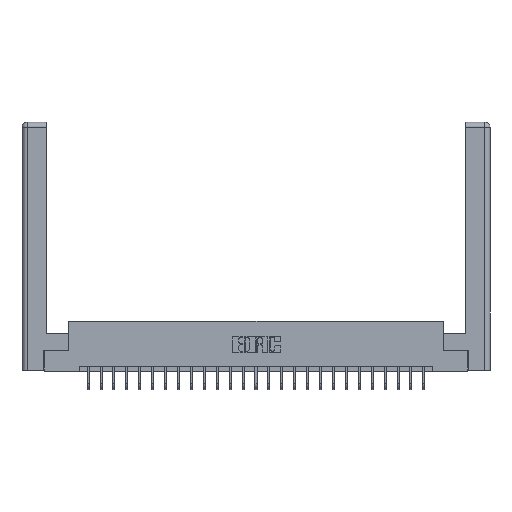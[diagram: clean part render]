
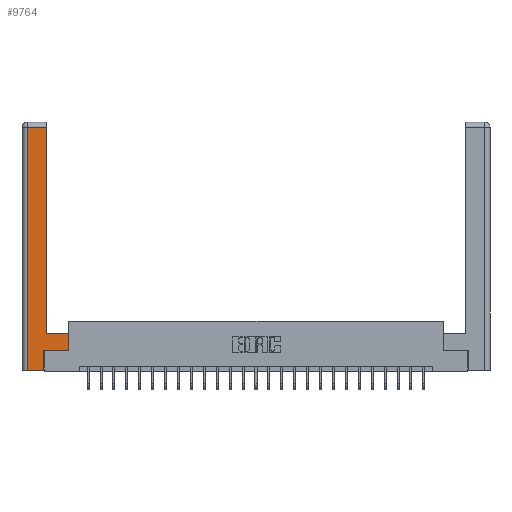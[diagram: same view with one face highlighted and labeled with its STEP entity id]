
A CAD part, top view. The second image highlights one B-rep face of the part: STEP entity #9764.
In plain terms, the highlighted planar face has unit normal (0, 0, 1).
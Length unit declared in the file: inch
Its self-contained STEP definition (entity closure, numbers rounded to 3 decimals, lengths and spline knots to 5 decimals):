
#311 = VERTEX_POINT ( 'NONE', #16267 ) ;
#844 = DIRECTION ( 'NONE',  ( -1., 0., 0. ) ) ;
#1883 = CARTESIAN_POINT ( 'NONE',  ( 0.0615, 0., 0. ) ) ;
#2027 = DIRECTION ( 'NONE',  ( -1., 0., 0. ) ) ;
#2147 = EDGE_CURVE ( 'NONE', #4421, #14718, #5399, .T. ) ;
#2153 = EDGE_CURVE ( 'NONE', #14718, #6084, #11289, .T. ) ;
#2522 = VECTOR ( 'NONE', #19150, 39.37008 ) ;
#4421 = VERTEX_POINT ( 'NONE', #1883 ) ;
#4632 = VECTOR ( 'NONE', #8074, 39.37008 ) ;
#5399 = LINE ( 'NONE', #7928, #25803 ) ;
#5742 = VECTOR ( 'NONE', #12037, 39.37008 ) ;
#5935 = DIRECTION ( 'NONE',  ( 0., 0., -1. ) ) ;
#6084 = VERTEX_POINT ( 'NONE', #12241 ) ;
#6170 = LINE ( 'NONE', #19249, #2522 ) ;
#7027 = VECTOR ( 'NONE', #19841, 39.37008 ) ;
#7256 = CARTESIAN_POINT ( 'NONE',  ( 0.295, 2.94, 0. ) ) ;
#7360 = ORIENTED_EDGE ( 'NONE', *, *, #17565, .T. ) ;
#7751 = CARTESIAN_POINT ( 'NONE',  ( 0.265, 0.245, 0. ) ) ;
#7928 = CARTESIAN_POINT ( 'NONE',  ( 0.265, 0., 0. ) ) ;
#8074 = DIRECTION ( 'NONE',  ( 0., 1., 0. ) ) ;
#8226 = PLANE ( 'NONE',  #26490 ) ;
#8292 = ORIENTED_EDGE ( 'NONE', *, *, #2147, .T. ) ;
#8437 = ORIENTED_EDGE ( 'NONE', *, *, #19365, .T. ) ;
#8559 = VERTEX_POINT ( 'NONE', #9718 ) ;
#8697 = CARTESIAN_POINT ( 'NONE',  ( 0.0615, 0., 0. ) ) ;
#8733 = CARTESIAN_POINT ( 'NONE',  ( 0.265, 0., 0. ) ) ;
#8797 = CARTESIAN_POINT ( 'NONE',  ( 0.295, 0.45, 0. ) ) ;
#9235 = ORIENTED_EDGE ( 'NONE', *, *, #2153, .T. ) ;
#9693 = LINE ( 'NONE', #16628, #10634 ) ;
#9718 = CARTESIAN_POINT ( 'NONE',  ( 0.0615, 2.94, 0. ) ) ;
#9764 = ADVANCED_FACE ( 'NONE', ( #26477 ), #8226, .F. ) ;
#10634 = VECTOR ( 'NONE', #18642, 39.37008 ) ;
#11289 = LINE ( 'NONE', #7751, #5742 ) ;
#12037 = DIRECTION ( 'NONE',  ( 0., 1., 0. ) ) ;
#12241 = CARTESIAN_POINT ( 'NONE',  ( 0.265, 0.245, 0. ) ) ;
#12973 = CARTESIAN_POINT ( 'NONE',  ( 0.565, 0.45, 0. ) ) ;
#13363 = EDGE_CURVE ( 'NONE', #25180, #13637, #13699, .T. ) ;
#13456 = CARTESIAN_POINT ( 'NONE',  ( 0.295, 0.45, 0. ) ) ;
#13568 = LINE ( 'NONE', #16103, #21127 ) ;
#13637 = VERTEX_POINT ( 'NONE', #8797 ) ;
#13699 = LINE ( 'NONE', #13456, #25584 ) ;
#14361 = CARTESIAN_POINT ( 'NONE',  ( 0., 0., 0. ) ) ;
#14697 = EDGE_CURVE ( 'NONE', #6084, #311, #6170, .T. ) ;
#14718 = VERTEX_POINT ( 'NONE', #8733 ) ;
#15767 = LINE ( 'NONE', #16750, #4632 ) ;
#16103 = CARTESIAN_POINT ( 'NONE',  ( 0.295, 3., 0. ) ) ;
#16267 = CARTESIAN_POINT ( 'NONE',  ( 0.565, 0.245, 0. ) ) ;
#16628 = CARTESIAN_POINT ( 'NONE',  ( 0.0615, 2.94, 0. ) ) ;
#16750 = CARTESIAN_POINT ( 'NONE',  ( 0.565, 0.45, 0. ) ) ;
#17392 = ORIENTED_EDGE ( 'NONE', *, *, #14697, .T. ) ;
#17565 = EDGE_CURVE ( 'NONE', #8559, #4421, #23791, .T. ) ;
#18642 = DIRECTION ( 'NONE',  ( -1., 0., 0. ) ) ;
#19150 = DIRECTION ( 'NONE',  ( 1., 0., 0. ) ) ;
#19249 = CARTESIAN_POINT ( 'NONE',  ( 0.565, 0.245, 0. ) ) ;
#19365 = EDGE_CURVE ( 'NONE', #311, #25180, #15767, .T. ) ;
#19411 = ORIENTED_EDGE ( 'NONE', *, *, #13363, .T. ) ;
#19841 = DIRECTION ( 'NONE',  ( 0., -1., 0. ) ) ;
#20462 = DIRECTION ( 'NONE',  ( 1., 0., 0. ) ) ;
#21127 = VECTOR ( 'NONE', #24313, 39.37008 ) ;
#23506 = VERTEX_POINT ( 'NONE', #7256 ) ;
#23791 = LINE ( 'NONE', #8697, #7027 ) ;
#23838 = EDGE_CURVE ( 'NONE', #13637, #23506, #13568, .T. ) ;
#24313 = DIRECTION ( 'NONE',  ( 0., 1., 0. ) ) ;
#25180 = VERTEX_POINT ( 'NONE', #12973 ) ;
#25288 = ORIENTED_EDGE ( 'NONE', *, *, #27184, .T. ) ;
#25584 = VECTOR ( 'NONE', #844, 39.37008 ) ;
#25803 = VECTOR ( 'NONE', #20462, 39.37008 ) ;
#25927 = ORIENTED_EDGE ( 'NONE', *, *, #23838, .T. ) ;
#26281 = EDGE_LOOP ( 'NONE', ( #25927, #25288, #7360, #8292, #9235, #17392, #8437, #19411 ) ) ;
#26477 = FACE_OUTER_BOUND ( 'NONE', #26281, .T. ) ;
#26490 = AXIS2_PLACEMENT_3D ( 'NONE', #14361, #5935, #2027 ) ;
#27184 = EDGE_CURVE ( 'NONE', #23506, #8559, #9693, .T. ) ;
